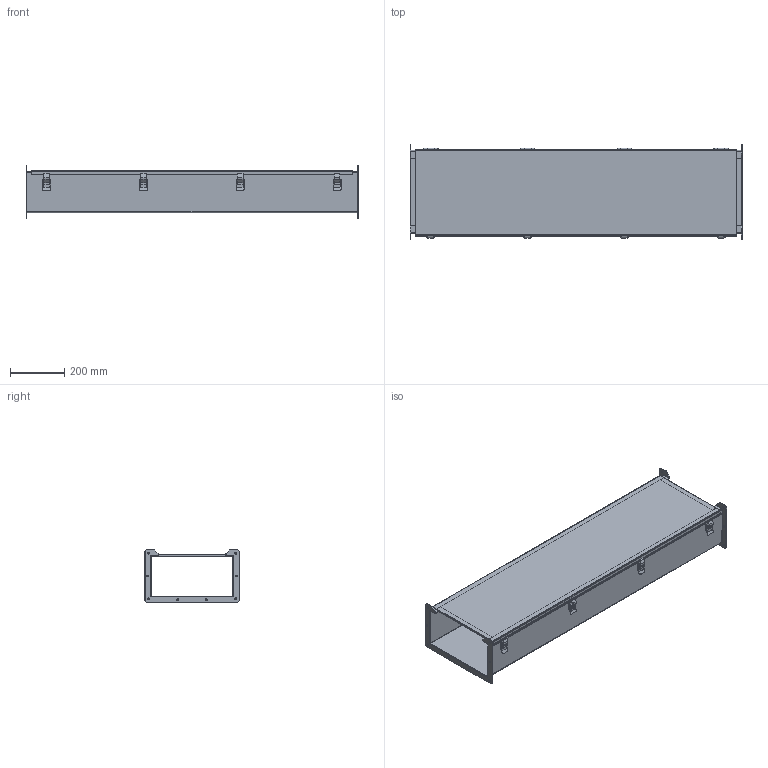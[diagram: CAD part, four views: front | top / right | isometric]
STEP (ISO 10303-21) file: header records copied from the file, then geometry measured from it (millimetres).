
FILE_DESCRIPTION (( 'STEP AP203' ), '1' );
FILE_NAME ('1485F48.step', '2020-11-19T14:44:25', ( 'ADC123' ), ( 'Microsoft' ), 'SwSTEP 2.0', 'SolidWorks 2019', '' );
FILE_SCHEMA (( 'CONFIG_CONTROL_DESIGN' ));
Length unit declared in the file: inch
Products named in the file (1): 1485F48
Bounding box: 1219.2 x 347.22 x 193.68 mm (x, y, z)
Volume: 3067596.9 mm3; surface area: 2688993.2 mm2
Topology: 32 solids, 32 shells, 708 faces, 1868 edges, 1232 vertices
Faces by surface type: plane 418, cylinder 282, bspline 8
Full cylindrical faces by diameter (mm): 3.175 x8, 3.302 x8, 3.969 x8, 4.166 x8, 4.763 x12, 7.137 x16
Entity records: 21809 total; most frequent: CARTESIAN_POINT 3973, DIRECTION 3742, ORIENTED_EDGE 3576, EDGE_CURVE 1788, AXIS2_PLACEMENT_3D 1277, VERTEX_POINT 1228, LINE 1188, VECTOR 1188
